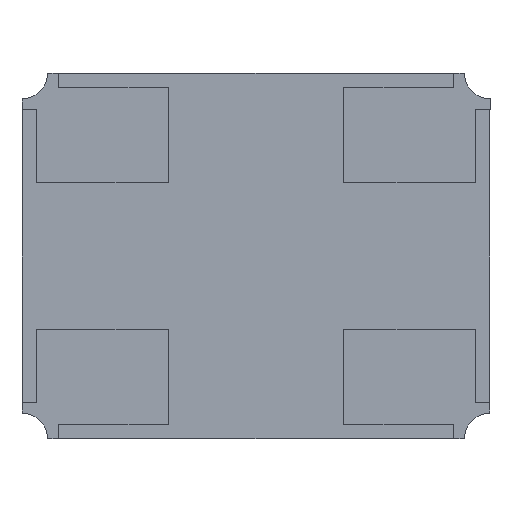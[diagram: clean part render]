
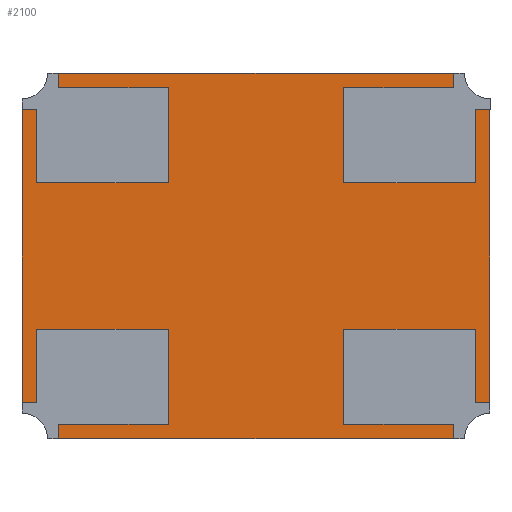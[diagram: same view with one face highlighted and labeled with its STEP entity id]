
A CAD part, front view. The second image highlights one B-rep face of the part: STEP entity #2100.
In plain terms, the highlighted planar face has unit normal (0, -1, 0).
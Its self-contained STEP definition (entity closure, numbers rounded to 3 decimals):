
#66=PLANE('',#2237);
#167=FACE_OUTER_BOUND('',#282,.T.);
#282=EDGE_LOOP('',(#1556,#1557,#1558,#1559,#1560,#1561,#1562,#1563,#1564,
#1565,#1566,#1567,#1568,#1569,#1570,#1571,#1572,#1573,#1574,#1575,#1576,
#1577,#1578,#1579,#1580,#1581,#1582,#1583));
#459=LINE('',#3069,#719);
#461=LINE('',#3074,#721);
#463=LINE('',#3078,#723);
#465=LINE('',#3081,#725);
#466=LINE('',#3084,#726);
#468=LINE('',#3088,#728);
#470=LINE('',#3092,#730);
#471=LINE('',#3094,#731);
#472=LINE('',#3096,#732);
#473=LINE('',#3098,#733);
#474=LINE('',#3100,#734);
#475=LINE('',#3102,#735);
#476=LINE('',#3104,#736);
#477=LINE('',#3106,#737);
#478=LINE('',#3108,#738);
#479=LINE('',#3110,#739);
#480=LINE('',#3112,#740);
#481=LINE('',#3114,#741);
#482=LINE('',#3116,#742);
#483=LINE('',#3118,#743);
#484=LINE('',#3120,#744);
#485=LINE('',#3122,#745);
#486=LINE('',#3124,#746);
#487=LINE('',#3126,#747);
#488=LINE('',#3128,#748);
#489=LINE('',#3130,#749);
#490=LINE('',#3132,#750);
#491=LINE('',#3133,#751);
#719=VECTOR('',#2479,0.75);
#721=VECTOR('',#2483,0.5);
#723=VECTOR('',#2487,0.9);
#725=VECTOR('',#2491,0.65);
#726=VECTOR('',#2494,0.1);
#728=VECTOR('',#2498,0.1);
#730=VECTOR('',#2502,2.);
#731=VECTOR('',#2503,0.1);
#732=VECTOR('',#2504,0.5);
#733=VECTOR('',#2505,0.9);
#734=VECTOR('',#2506,0.65);
#735=VECTOR('',#2507,0.75);
#736=VECTOR('',#2508,0.1);
#737=VECTOR('',#2509,2.7);
#738=VECTOR('',#2510,0.1);
#739=VECTOR('',#2511,0.75);
#740=VECTOR('',#2512,0.65);
#741=VECTOR('',#2513,0.9);
#742=VECTOR('',#2514,0.5);
#743=VECTOR('',#2515,0.1);
#744=VECTOR('',#2516,2.);
#745=VECTOR('',#2517,0.1);
#746=VECTOR('',#2518,0.5);
#747=VECTOR('',#2519,0.9);
#748=VECTOR('',#2520,0.65);
#749=VECTOR('',#2521,0.75);
#750=VECTOR('',#2522,0.1);
#751=VECTOR('',#2523,2.7);
#974=VERTEX_POINT('',#3065);
#975=VERTEX_POINT('',#3067);
#976=VERTEX_POINT('',#3071);
#977=VERTEX_POINT('',#3073);
#978=VERTEX_POINT('',#3077);
#979=VERTEX_POINT('',#3083);
#980=VERTEX_POINT('',#3087);
#981=VERTEX_POINT('',#3091);
#982=VERTEX_POINT('',#3093);
#983=VERTEX_POINT('',#3095);
#984=VERTEX_POINT('',#3097);
#985=VERTEX_POINT('',#3099);
#986=VERTEX_POINT('',#3101);
#987=VERTEX_POINT('',#3103);
#988=VERTEX_POINT('',#3105);
#989=VERTEX_POINT('',#3107);
#990=VERTEX_POINT('',#3109);
#991=VERTEX_POINT('',#3111);
#992=VERTEX_POINT('',#3113);
#993=VERTEX_POINT('',#3115);
#994=VERTEX_POINT('',#3117);
#995=VERTEX_POINT('',#3119);
#996=VERTEX_POINT('',#3121);
#997=VERTEX_POINT('',#3123);
#998=VERTEX_POINT('',#3125);
#999=VERTEX_POINT('',#3127);
#1000=VERTEX_POINT('',#3129);
#1001=VERTEX_POINT('',#3131);
#1195=EDGE_CURVE('',#974,#975,#459,.T.);
#1197=EDGE_CURVE('',#977,#976,#461,.T.);
#1199=EDGE_CURVE('',#978,#977,#463,.T.);
#1201=EDGE_CURVE('',#975,#978,#465,.T.);
#1202=EDGE_CURVE('',#976,#979,#466,.T.);
#1204=EDGE_CURVE('',#980,#974,#468,.T.);
#1206=EDGE_CURVE('',#979,#981,#470,.T.);
#1207=EDGE_CURVE('',#981,#982,#471,.T.);
#1208=EDGE_CURVE('',#982,#983,#472,.T.);
#1209=EDGE_CURVE('',#983,#984,#473,.T.);
#1210=EDGE_CURVE('',#984,#985,#474,.T.);
#1211=EDGE_CURVE('',#985,#986,#475,.T.);
#1212=EDGE_CURVE('',#986,#987,#476,.T.);
#1213=EDGE_CURVE('',#987,#988,#477,.T.);
#1214=EDGE_CURVE('',#988,#989,#478,.T.);
#1215=EDGE_CURVE('',#989,#990,#479,.T.);
#1216=EDGE_CURVE('',#990,#991,#480,.T.);
#1217=EDGE_CURVE('',#991,#992,#481,.T.);
#1218=EDGE_CURVE('',#992,#993,#482,.T.);
#1219=EDGE_CURVE('',#993,#994,#483,.T.);
#1220=EDGE_CURVE('',#994,#995,#484,.T.);
#1221=EDGE_CURVE('',#995,#996,#485,.T.);
#1222=EDGE_CURVE('',#996,#997,#486,.T.);
#1223=EDGE_CURVE('',#997,#998,#487,.T.);
#1224=EDGE_CURVE('',#998,#999,#488,.T.);
#1225=EDGE_CURVE('',#999,#1000,#489,.T.);
#1226=EDGE_CURVE('',#1000,#1001,#490,.T.);
#1227=EDGE_CURVE('',#1001,#980,#491,.T.);
#1556=ORIENTED_EDGE('',*,*,#1204,.T.);
#1557=ORIENTED_EDGE('',*,*,#1195,.T.);
#1558=ORIENTED_EDGE('',*,*,#1201,.T.);
#1559=ORIENTED_EDGE('',*,*,#1199,.T.);
#1560=ORIENTED_EDGE('',*,*,#1197,.T.);
#1561=ORIENTED_EDGE('',*,*,#1202,.T.);
#1562=ORIENTED_EDGE('',*,*,#1206,.T.);
#1563=ORIENTED_EDGE('',*,*,#1207,.T.);
#1564=ORIENTED_EDGE('',*,*,#1208,.T.);
#1565=ORIENTED_EDGE('',*,*,#1209,.T.);
#1566=ORIENTED_EDGE('',*,*,#1210,.T.);
#1567=ORIENTED_EDGE('',*,*,#1211,.T.);
#1568=ORIENTED_EDGE('',*,*,#1212,.T.);
#1569=ORIENTED_EDGE('',*,*,#1213,.T.);
#1570=ORIENTED_EDGE('',*,*,#1214,.T.);
#1571=ORIENTED_EDGE('',*,*,#1215,.T.);
#1572=ORIENTED_EDGE('',*,*,#1216,.T.);
#1573=ORIENTED_EDGE('',*,*,#1217,.T.);
#1574=ORIENTED_EDGE('',*,*,#1218,.T.);
#1575=ORIENTED_EDGE('',*,*,#1219,.T.);
#1576=ORIENTED_EDGE('',*,*,#1220,.T.);
#1577=ORIENTED_EDGE('',*,*,#1221,.T.);
#1578=ORIENTED_EDGE('',*,*,#1222,.T.);
#1579=ORIENTED_EDGE('',*,*,#1223,.T.);
#1580=ORIENTED_EDGE('',*,*,#1224,.T.);
#1581=ORIENTED_EDGE('',*,*,#1225,.T.);
#1582=ORIENTED_EDGE('',*,*,#1226,.T.);
#1583=ORIENTED_EDGE('',*,*,#1227,.T.);
#2100=ADVANCED_FACE('',(#167),#66,.F.);
#2237=AXIS2_PLACEMENT_3D('',#3090,#2500,#2501);
#2479=DIRECTION('',(-1.,0.,0.));
#2483=DIRECTION('',(0.,0.,-1.));
#2487=DIRECTION('',(1.,0.,0.));
#2491=DIRECTION('',(0.,0.,1.));
#2494=DIRECTION('',(1.,0.,0.));
#2498=DIRECTION('',(0.,0.,1.));
#2500=DIRECTION('center_axis',(0.,1.,0.));
#2501=DIRECTION('ref_axis',(0.,0.,1.));
#2502=DIRECTION('',(0.,0.,1.));
#2503=DIRECTION('',(-1.,0.,0.));
#2504=DIRECTION('',(0.,0.,-1.));
#2505=DIRECTION('',(-1.,0.,0.));
#2506=DIRECTION('',(0.,0.,1.));
#2507=DIRECTION('',(1.,0.,0.));
#2508=DIRECTION('',(0.,0.,1.));
#2509=DIRECTION('',(-1.,0.,0.));
#2510=DIRECTION('',(0.,0.,-1.));
#2511=DIRECTION('',(1.,0.,0.));
#2512=DIRECTION('',(0.,0.,-1.));
#2513=DIRECTION('',(-1.,0.,0.));
#2514=DIRECTION('',(0.,0.,1.));
#2515=DIRECTION('',(-1.,0.,0.));
#2516=DIRECTION('',(0.,0.,-1.));
#2517=DIRECTION('',(1.,0.,0.));
#2518=DIRECTION('',(0.,0.,1.));
#2519=DIRECTION('',(1.,0.,0.));
#2520=DIRECTION('',(0.,0.,-1.));
#2521=DIRECTION('',(-1.,0.,0.));
#2522=DIRECTION('',(0.,0.,-1.));
#2523=DIRECTION('',(1.,0.,0.));
#3065=CARTESIAN_POINT('',(1.35,0.,-1.15));
#3067=CARTESIAN_POINT('',(0.6,0.,-1.15));
#3069=CARTESIAN_POINT('',(0.75,0.,-1.15));
#3071=CARTESIAN_POINT('',(1.5,0.,-1.));
#3073=CARTESIAN_POINT('',(1.5,0.,-0.5));
#3074=CARTESIAN_POINT('',(1.5,0.,-0.5));
#3077=CARTESIAN_POINT('',(0.6,0.,-0.5));
#3078=CARTESIAN_POINT('',(0.3,0.,-0.5));
#3081=CARTESIAN_POINT('',(0.6,0.,-0.575));
#3083=CARTESIAN_POINT('',(1.6,0.,-1.));
#3084=CARTESIAN_POINT('',(0.75,0.,-1.));
#3087=CARTESIAN_POINT('',(1.35,0.,-1.25));
#3088=CARTESIAN_POINT('',(1.35,0.,-0.625));
#3090=CARTESIAN_POINT('Origin',(0.,0.,0.));
#3091=CARTESIAN_POINT('',(1.6,0.,1.));
#3092=CARTESIAN_POINT('',(1.6,0.,-1.25));
#3093=CARTESIAN_POINT('',(1.5,0.,1.));
#3094=CARTESIAN_POINT('',(0.75,0.,1.));
#3095=CARTESIAN_POINT('',(1.5,0.,0.5));
#3096=CARTESIAN_POINT('',(1.5,0.,0.5));
#3097=CARTESIAN_POINT('',(0.6,0.,0.5));
#3098=CARTESIAN_POINT('',(0.3,0.,0.5));
#3099=CARTESIAN_POINT('',(0.6,0.,1.15));
#3100=CARTESIAN_POINT('',(0.6,0.,0.575));
#3101=CARTESIAN_POINT('',(1.35,0.,1.15));
#3102=CARTESIAN_POINT('',(0.75,0.,1.15));
#3103=CARTESIAN_POINT('',(1.35,0.,1.25));
#3104=CARTESIAN_POINT('',(1.35,0.,0.625));
#3105=CARTESIAN_POINT('',(-1.35,0.,1.25));
#3106=CARTESIAN_POINT('',(1.6,0.,1.25));
#3107=CARTESIAN_POINT('',(-1.35,0.,1.15));
#3108=CARTESIAN_POINT('',(-1.35,0.,0.625));
#3109=CARTESIAN_POINT('',(-0.6,0.,1.15));
#3110=CARTESIAN_POINT('',(-0.75,0.,1.15));
#3111=CARTESIAN_POINT('',(-0.6,0.,0.5));
#3112=CARTESIAN_POINT('',(-0.6,0.,0.575));
#3113=CARTESIAN_POINT('',(-1.5,0.,0.5));
#3114=CARTESIAN_POINT('',(-0.3,0.,0.5));
#3115=CARTESIAN_POINT('',(-1.5,0.,1.));
#3116=CARTESIAN_POINT('',(-1.5,0.,0.5));
#3117=CARTESIAN_POINT('',(-1.6,0.,1.));
#3118=CARTESIAN_POINT('',(-0.75,0.,1.));
#3119=CARTESIAN_POINT('',(-1.6,0.,-1.));
#3120=CARTESIAN_POINT('',(-1.6,0.,1.25));
#3121=CARTESIAN_POINT('',(-1.5,0.,-1.));
#3122=CARTESIAN_POINT('',(-0.75,0.,-1.));
#3123=CARTESIAN_POINT('',(-1.5,0.,-0.5));
#3124=CARTESIAN_POINT('',(-1.5,0.,-0.5));
#3125=CARTESIAN_POINT('',(-0.6,0.,-0.5));
#3126=CARTESIAN_POINT('',(-0.3,0.,-0.5));
#3127=CARTESIAN_POINT('',(-0.6,0.,-1.15));
#3128=CARTESIAN_POINT('',(-0.6,0.,-0.575));
#3129=CARTESIAN_POINT('',(-1.35,0.,-1.15));
#3130=CARTESIAN_POINT('',(-0.75,0.,-1.15));
#3131=CARTESIAN_POINT('',(-1.35,0.,-1.25));
#3132=CARTESIAN_POINT('',(-1.35,0.,-0.625));
#3133=CARTESIAN_POINT('',(-1.6,0.,-1.25));
